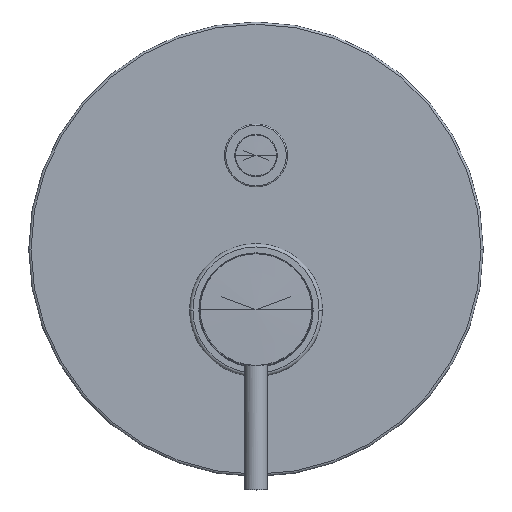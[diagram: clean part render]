
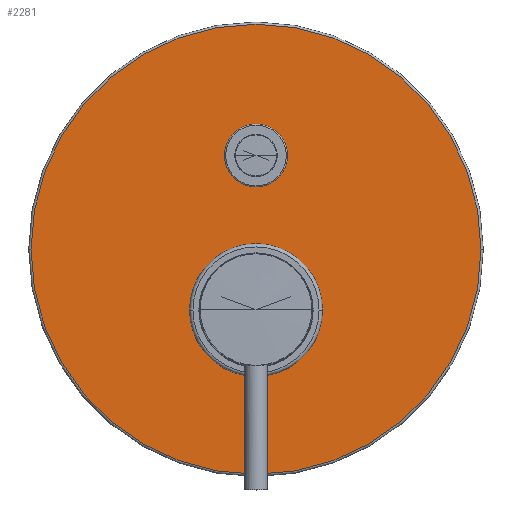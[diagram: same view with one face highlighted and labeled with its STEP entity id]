
A CAD part, top view. The second image highlights one B-rep face of the part: STEP entity #2281.
In plain terms, the highlighted planar face has unit normal (0, 0, 1).
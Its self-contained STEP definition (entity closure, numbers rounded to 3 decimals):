
#190=CARTESIAN_POINT('',(0.,26.75,52.2));
#191=DIRECTION('',(0.,0.,1.));
#192=DIRECTION('',(-1.,0.,0.));
#193=AXIS2_PLACEMENT_3D('',#190,#191,#192);
#195=CARTESIAN_POINT('',(0.,26.75,52.2));
#196=DIRECTION('',(0.,0.,1.));
#197=DIRECTION('',(1.,0.,0.));
#198=AXIS2_PLACEMENT_3D('',#195,#196,#197);
#200=CARTESIAN_POINT('',(0.,68.,52.2));
#201=DIRECTION('',(0.,0.,-1.));
#202=DIRECTION('',(-1.,0.,0.));
#203=AXIS2_PLACEMENT_3D('',#200,#201,#202);
#205=CARTESIAN_POINT('',(0.,68.,52.2));
#206=DIRECTION('',(0.,0.,-1.));
#207=DIRECTION('',(1.,0.,0.));
#208=AXIS2_PLACEMENT_3D('',#205,#206,#207);
#210=CARTESIAN_POINT('',(0.,0.,52.2));
#211=DIRECTION('',(0.,0.,-1.));
#212=DIRECTION('',(-1.,0.,0.));
#213=AXIS2_PLACEMENT_3D('',#210,#211,#212);
#215=CARTESIAN_POINT('',(0.,0.,52.2));
#216=DIRECTION('',(0.,0.,-1.));
#217=DIRECTION('',(1.,0.,0.));
#218=AXIS2_PLACEMENT_3D('',#215,#216,#217);
#1792=CARTESIAN_POINT('',(-99.,26.75,52.2));
#1793=CARTESIAN_POINT('',(99.,26.75,52.2));
#1794=VERTEX_POINT('',#1792);
#1795=VERTEX_POINT('',#1793);
#1812=CARTESIAN_POINT('',(-13.35,68.,52.2));
#1813=CARTESIAN_POINT('',(13.35,68.,52.2));
#1814=VERTEX_POINT('',#1812);
#1815=VERTEX_POINT('',#1813);
#1824=CARTESIAN_POINT('',(-29.25,0.,52.2));
#1825=CARTESIAN_POINT('',(29.25,0.,52.2));
#1826=VERTEX_POINT('',#1824);
#1827=VERTEX_POINT('',#1825);
#2259=CARTESIAN_POINT('',(0.,26.75,52.2));
#2260=DIRECTION('',(0.,0.,-1.));
#2261=DIRECTION('',(1.,0.,0.));
#2262=AXIS2_PLACEMENT_3D('',#2259,#2260,#2261);
#2263=PLANE('',#2262);
#2265=ORIENTED_EDGE('',*,*,#2264,.F.);
#2267=ORIENTED_EDGE('',*,*,#2266,.F.);
#2268=EDGE_LOOP('',(#2265,#2267));
#2269=FACE_OUTER_BOUND('',#2268,.F.);
#2271=ORIENTED_EDGE('',*,*,#2270,.F.);
#2273=ORIENTED_EDGE('',*,*,#2272,.F.);
#2274=EDGE_LOOP('',(#2271,#2273));
#2275=FACE_BOUND('',#2274,.F.);
#2276=ORIENTED_EDGE('',*,*,#2242,.F.);
#2278=ORIENTED_EDGE('',*,*,#2277,.F.);
#2279=EDGE_LOOP('',(#2276,#2278));
#2280=FACE_BOUND('',#2279,.F.);
#2281=ADVANCED_FACE('',(#2269,#2275,#2280),#2263,.F.);
#194=CIRCLE('',#193,99.);
#199=CIRCLE('',#198,99.);
#204=CIRCLE('',#203,13.35);
#209=CIRCLE('',#208,13.35);
#214=CIRCLE('',#213,29.25);
#219=CIRCLE('',#218,29.25);
#2242=EDGE_CURVE('',#1826,#1827,#214,.T.);
#2264=EDGE_CURVE('',#1794,#1795,#194,.T.);
#2266=EDGE_CURVE('',#1795,#1794,#199,.T.);
#2270=EDGE_CURVE('',#1814,#1815,#204,.T.);
#2272=EDGE_CURVE('',#1815,#1814,#209,.T.);
#2277=EDGE_CURVE('',#1827,#1826,#219,.T.);
